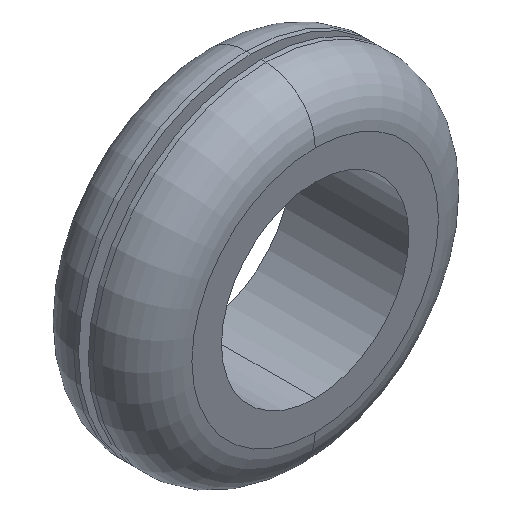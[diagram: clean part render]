
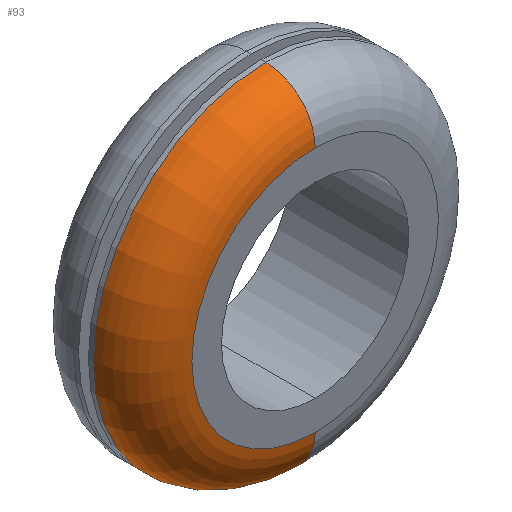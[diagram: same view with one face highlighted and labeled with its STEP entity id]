
A CAD part, isometric view. The second image highlights one B-rep face of the part: STEP entity #93.
In plain terms, the highlighted toroidal (fillet/blend) face has major radius 12.5 mm and minor radius 5 mm.
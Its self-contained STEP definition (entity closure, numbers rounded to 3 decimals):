
#46 = VERTEX_POINT ( 'NONE', #197 ) ;
#47 = VERTEX_POINT ( 'NONE', #196 ) ;
#49 = EDGE_CURVE ( 'NONE', #47, #50, #195, .T. ) ;
#50 = VERTEX_POINT ( 'NONE', #190 ) ;
#53 = VERTEX_POINT ( 'NONE', #184 ) ;
#55 = EDGE_CURVE ( 'NONE', #46, #53, #183, .T. ) ;
#93 = ADVANCED_FACE ( 'NONE', ( #272 ), #270, .T. ) ;
#94 = EDGE_LOOP ( 'NONE', ( #95, #96, #98, #99 ) ) ;
#95 = ORIENTED_EDGE ( 'NONE', *, *, #49, .F. ) ;
#96 = ORIENTED_EDGE ( 'NONE', *, *, #97, .T. ) ;
#97 = EDGE_CURVE ( 'NONE', #47, #46, #266, .T. ) ;
#98 = ORIENTED_EDGE ( 'NONE', *, *, #55, .T. ) ;
#99 = ORIENTED_EDGE ( 'NONE', *, *, #116, .F. ) ;
#116 = EDGE_CURVE ( 'NONE', #50, #53, #404, .T. ) ;
#179 = DIRECTION ( 'NONE',  ( 0., 0., 1. ) ) ;
#180 = DIRECTION ( 'NONE',  ( -1., 0., 0. ) ) ;
#181 = CARTESIAN_POINT ( 'NONE',  ( 0., -1., 12.5 ) ) ;
#182 = AXIS2_PLACEMENT_3D ( 'NONE', #181, #180, #179 ) ;
#183 = CIRCLE ( 'NONE', #182, 5. ) ;
#184 = CARTESIAN_POINT ( 'NONE',  ( 0., -1., 17.5 ) ) ;
#190 = CARTESIAN_POINT ( 'NONE',  ( 0., -1., -17.5 ) ) ;
#191 = DIRECTION ( 'NONE',  ( 0., 0., -1. ) ) ;
#192 = DIRECTION ( 'NONE',  ( 1., 0., 0. ) ) ;
#193 = CARTESIAN_POINT ( 'NONE',  ( 0., -1., -12.5 ) ) ;
#194 = AXIS2_PLACEMENT_3D ( 'NONE', #193, #192, #191 ) ;
#195 = CIRCLE ( 'NONE', #194, 5. ) ;
#196 = CARTESIAN_POINT ( 'NONE',  ( 0., -6., -12.5 ) ) ;
#197 = CARTESIAN_POINT ( 'NONE',  ( 0., -6., 12.5 ) ) ;
#262 = DIRECTION ( 'NONE',  ( 0., 0., 1. ) ) ;
#263 = DIRECTION ( 'NONE',  ( 0., 1., 0. ) ) ;
#264 = CARTESIAN_POINT ( 'NONE',  ( 0., -6., 0. ) ) ;
#265 = AXIS2_PLACEMENT_3D ( 'NONE', #264, #263, #262 ) ;
#266 = CIRCLE ( 'NONE', #265, 12.5 ) ;
#267 = DIRECTION ( 'NONE',  ( 0., 0., 1. ) ) ;
#268 = DIRECTION ( 'NONE',  ( 0., 1., 0. ) ) ;
#269 = AXIS2_PLACEMENT_3D ( 'NONE', #271, #268, #267 ) ;
#270 = TOROIDAL_SURFACE ( 'NONE', #269, 12.5, 5. ) ;
#271 = CARTESIAN_POINT ( 'NONE',  ( 0., -1., 0. ) ) ;
#272 = FACE_OUTER_BOUND ( 'NONE', #94, .T. ) ;
#401 = DIRECTION ( 'NONE',  ( 0., 0., 1. ) ) ;
#402 = DIRECTION ( 'NONE',  ( 0., 1., 0. ) ) ;
#403 = AXIS2_PLACEMENT_3D ( 'NONE', #409, #402, #401 ) ;
#404 = CIRCLE ( 'NONE', #403, 17.5 ) ;
#409 = CARTESIAN_POINT ( 'NONE',  ( 0., -1., 0. ) ) ;
